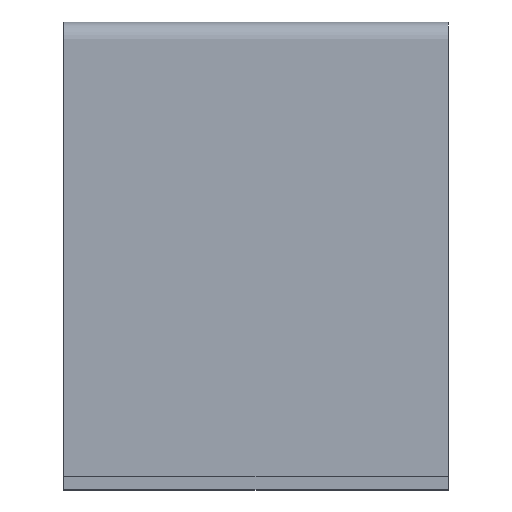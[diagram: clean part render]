
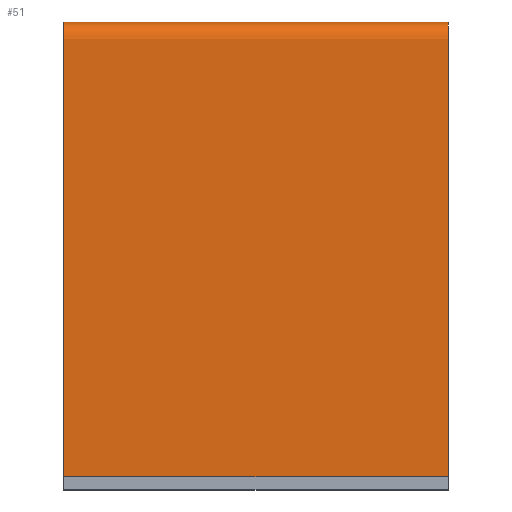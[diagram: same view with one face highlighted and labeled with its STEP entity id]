
A CAD part, left-side view. The second image highlights one B-rep face of the part: STEP entity #51.
In plain terms, the highlighted free-form (B-spline) face has degree [2, 1] with [11, 2] control points.
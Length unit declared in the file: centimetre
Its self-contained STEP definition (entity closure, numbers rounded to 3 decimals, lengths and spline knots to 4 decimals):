
#12=(
BOUNDED_SURFACE()
B_SPLINE_SURFACE(2,1,((#787,#788),(#789,#790),(#791,#792),(#793,#794),(#795,
#796),(#797,#798),(#799,#800),(#801,#802),(#803,#804),(#805,#806),(#807,
#808)),.UNSPECIFIED.,.F.,.F.,.F.)
B_SPLINE_SURFACE_WITH_KNOTS((3,2,2,2,2,3),(2,2),(1.5,71.5,76.2124,
170.2124,174.9248,244.9248),(0.,60.),.UNSPECIFIED.)
GEOMETRIC_REPRESENTATION_ITEM()
RATIONAL_B_SPLINE_SURFACE(((1.,1.),(1.,1.),(1.,1.),(0.707,0.707),
(1.,1.),(1.,1.),(1.,1.),(0.707,0.707),(1.,1.),(1.,
1.),(1.,1.)))
REPRESENTATION_ITEM($)
SURFACE()
);
#17=(
BOUNDED_CURVE()
B_SPLINE_CURVE(2,(#733,#734,#735,#736,#737,#738,#739,#740,#741,#742,#743),
.UNSPECIFIED.,.F.,.F.)
B_SPLINE_CURVE_WITH_KNOTS((3,2,2,2,2,3),(-244.9248,-174.9248,
-170.2124,-76.2124,-71.5,-1.5),.UNSPECIFIED.)
CURVE()
GEOMETRIC_REPRESENTATION_ITEM()
RATIONAL_B_SPLINE_CURVE((1.,1.,1.,0.707,1.,1.,1.,0.707,
1.,1.,1.))
REPRESENTATION_ITEM($)
);
#19=(
BOUNDED_CURVE()
B_SPLINE_CURVE(2,(#753,#754,#755,#756,#757,#758,#759,#760,#761,#762,#763),
.UNSPECIFIED.,.F.,.F.)
B_SPLINE_CURVE_WITH_KNOTS((3,2,2,2,2,3),(-244.9248,-174.9248,
-170.2124,-76.2124,-71.5,-1.5),.UNSPECIFIED.)
CURVE()
GEOMETRIC_REPRESENTATION_ITEM()
RATIONAL_B_SPLINE_CURVE((1.,1.,1.,0.707,1.,1.,1.,0.707,
1.,1.,1.))
REPRESENTATION_ITEM($)
);
#51=ADVANCED_FACE($,(#78),#12,.T.);
#78=FACE_OUTER_BOUND($,#105,.T.);
#105=EDGE_LOOP($,(#222,#223,#224,#225));
#222=ORIENTED_EDGE($,*,*,#295,.T.);
#223=ORIENTED_EDGE($,*,*,#291,.T.);
#224=ORIENTED_EDGE($,*,*,#294,.F.);
#225=ORIENTED_EDGE($,*,*,#287,.F.);
#287=EDGE_CURVE($,#333,#332,#17,.T.);
#291=EDGE_CURVE($,#337,#336,#19,.T.);
#294=EDGE_CURVE($,#332,#336,#417,.T.);
#295=EDGE_CURVE($,#333,#337,#418,.T.);
#332=VERTEX_POINT($,#827);
#333=VERTEX_POINT($,#828);
#336=VERTEX_POINT($,#831);
#337=VERTEX_POINT($,#832);
#417=B_SPLINE_CURVE_WITH_KNOTS($,1,(#768,#769),.UNSPECIFIED.,.F.,.F.,(2,
2),(0.,60.),.UNSPECIFIED.);
#418=B_SPLINE_CURVE_WITH_KNOTS($,1,(#770,#771),.UNSPECIFIED.,.F.,.F.,(2,
2),(0.,60.),.UNSPECIFIED.);
#733=CARTESIAN_POINT($,(100.,0.,0.));
#734=CARTESIAN_POINT($,(100.,0.,35.));
#735=CARTESIAN_POINT($,(100.,0.,70.));
#736=CARTESIAN_POINT($,(100.,0.,73.));
#737=CARTESIAN_POINT($,(97.,0.,73.));
#738=CARTESIAN_POINT($,(50.,0.,73.));
#739=CARTESIAN_POINT($,(3.,0.,73.));
#740=CARTESIAN_POINT($,(0.,0.,73.));
#741=CARTESIAN_POINT($,(0.,0.,70.));
#742=CARTESIAN_POINT($,(0.,0.,35.));
#743=CARTESIAN_POINT($,(0.,0.,0.));
#753=CARTESIAN_POINT($,(100.,60.,0.));
#754=CARTESIAN_POINT($,(100.,60.,35.));
#755=CARTESIAN_POINT($,(100.,60.,70.));
#756=CARTESIAN_POINT($,(100.,60.,73.));
#757=CARTESIAN_POINT($,(97.,60.,73.));
#758=CARTESIAN_POINT($,(50.,60.,73.));
#759=CARTESIAN_POINT($,(3.,60.,73.));
#760=CARTESIAN_POINT($,(0.,60.,73.));
#761=CARTESIAN_POINT($,(0.,60.,70.));
#762=CARTESIAN_POINT($,(0.,60.,35.));
#763=CARTESIAN_POINT($,(0.,60.,0.));
#768=CARTESIAN_POINT($,(0.,0.,0.));
#769=CARTESIAN_POINT($,(0.,60.,0.));
#770=CARTESIAN_POINT($,(100.,0.,0.));
#771=CARTESIAN_POINT($,(100.,60.,0.));
#787=CARTESIAN_POINT($,(0.,0.,0.));
#788=CARTESIAN_POINT($,(0.,60.,0.));
#789=CARTESIAN_POINT($,(0.,0.,35.));
#790=CARTESIAN_POINT($,(0.,60.,35.));
#791=CARTESIAN_POINT($,(0.,0.,70.));
#792=CARTESIAN_POINT($,(0.,60.,70.));
#793=CARTESIAN_POINT($,(0.,0.,73.));
#794=CARTESIAN_POINT($,(0.,60.,73.));
#795=CARTESIAN_POINT($,(3.,0.,73.));
#796=CARTESIAN_POINT($,(3.,60.,73.));
#797=CARTESIAN_POINT($,(50.,0.,73.));
#798=CARTESIAN_POINT($,(50.,60.,73.));
#799=CARTESIAN_POINT($,(97.,0.,73.));
#800=CARTESIAN_POINT($,(97.,60.,73.));
#801=CARTESIAN_POINT($,(100.,0.,73.));
#802=CARTESIAN_POINT($,(100.,60.,73.));
#803=CARTESIAN_POINT($,(100.,0.,70.));
#804=CARTESIAN_POINT($,(100.,60.,70.));
#805=CARTESIAN_POINT($,(100.,0.,35.));
#806=CARTESIAN_POINT($,(100.,60.,35.));
#807=CARTESIAN_POINT($,(100.,0.,0.));
#808=CARTESIAN_POINT($,(100.,60.,0.));
#827=CARTESIAN_POINT($,(0.,0.,0.));
#828=CARTESIAN_POINT($,(100.,0.,0.));
#831=CARTESIAN_POINT($,(0.,60.,0.));
#832=CARTESIAN_POINT($,(100.,60.,0.));
